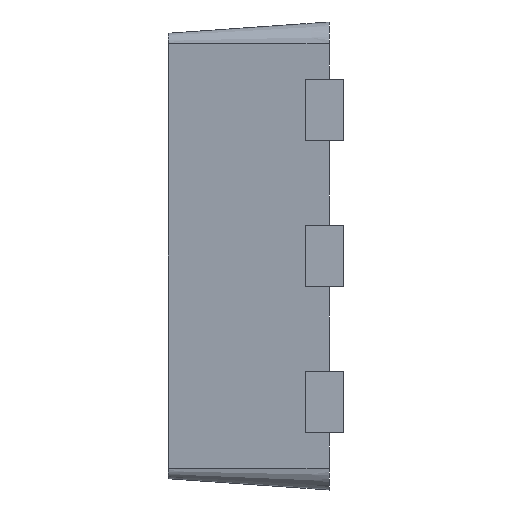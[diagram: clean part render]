
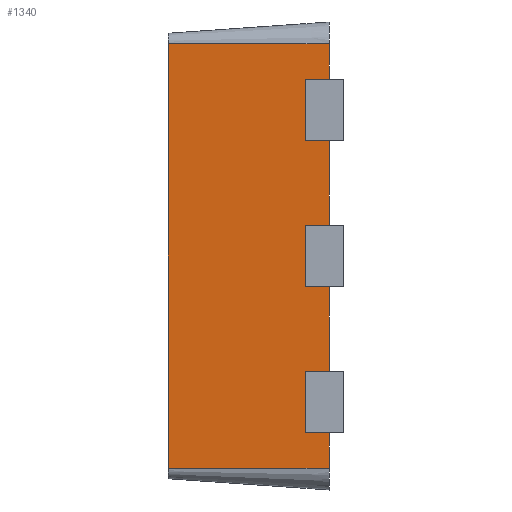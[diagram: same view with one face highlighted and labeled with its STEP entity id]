
A CAD part, left-side view. The second image highlights one B-rep face of the part: STEP entity #1340.
In plain terms, the highlighted planar face has unit normal (-0.998, 0.07, 0).
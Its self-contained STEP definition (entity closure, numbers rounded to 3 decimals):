
#2 = CARTESIAN_POINT ( 'NONE',  ( -0.6, 0.05, -0.105 ) ) ;
#14 = VERTEX_POINT ( 'NONE', #2049 ) ;
#40 = LINE ( 'NONE', #1102, #1876 ) ;
#45 = EDGE_CURVE ( 'NONE', #14, #2107, #1264, .T. ) ;
#73 = VERTEX_POINT ( 'NONE', #1868 ) ;
#78 = EDGE_CURVE ( 'NONE', #1057, #1912, #2122, .T. ) ;
#118 = VERTEX_POINT ( 'NONE', #1743 ) ;
#132 = VECTOR ( 'NONE', #1513, 1000. ) ;
#137 = CARTESIAN_POINT ( 'NONE',  ( -0.6, 0.05, -0.725 ) ) ;
#141 = DIRECTION ( 'NONE',  ( -0.07, -0.998, 0. ) ) ;
#144 = CARTESIAN_POINT ( 'NONE',  ( -0.6, 0.05, 0.725 ) ) ;
#167 = CARTESIAN_POINT ( 'NONE',  ( -0.594, 0.13, 0.725 ) ) ;
#172 = VERTEX_POINT ( 'NONE', #682 ) ;
#203 = ORIENTED_EDGE ( 'NONE', *, *, #234, .F. ) ;
#208 = VERTEX_POINT ( 'NONE', #2 ) ;
#209 = CARTESIAN_POINT ( 'NONE',  ( -0.6, 0.05, 0.105 ) ) ;
#218 = ORIENTED_EDGE ( 'NONE', *, *, #300, .F. ) ;
#223 = VECTOR ( 'NONE', #1418, 1000. ) ;
#230 = CARTESIAN_POINT ( 'NONE',  ( -0.594, 0.13, -0.395 ) ) ;
#234 = EDGE_CURVE ( 'NONE', #14, #118, #516, .T. ) ;
#238 = CARTESIAN_POINT ( 'NONE',  ( -0.594, 0.13, 0.725 ) ) ;
#248 = LINE ( 'NONE', #485, #971 ) ;
#275 = LINE ( 'NONE', #144, #1194 ) ;
#281 = CARTESIAN_POINT ( 'NONE',  ( -0.594, 0.13, 0.725 ) ) ;
#299 = PLANE ( 'NONE',  #410 ) ;
#300 = EDGE_CURVE ( 'NONE', #2060, #2219, #1579, .T. ) ;
#311 = LINE ( 'NONE', #2204, #2091 ) ;
#393 = DIRECTION ( 'NONE',  ( -0.07, -0.998, 0. ) ) ;
#397 = CARTESIAN_POINT ( 'NONE',  ( -0.6, 0.05, 0.725 ) ) ;
#410 = AXIS2_PLACEMENT_3D ( 'NONE', #1563, #749, #1112 ) ;
#412 = VERTEX_POINT ( 'NONE', #1036 ) ;
#414 = DIRECTION ( 'NONE',  ( 0., 0., 1. ) ) ;
#421 = FACE_OUTER_BOUND ( 'NONE', #1259, .T. ) ;
#429 = CARTESIAN_POINT ( 'NONE',  ( -0.6, 0.05, 0.395 ) ) ;
#448 = ORIENTED_EDGE ( 'NONE', *, *, #45, .T. ) ;
#452 = ORIENTED_EDGE ( 'NONE', *, *, #599, .F. ) ;
#467 = DIRECTION ( 'NONE',  ( 0., 0., 1. ) ) ;
#485 = CARTESIAN_POINT ( 'NONE',  ( -0.6, 0.05, 0.395 ) ) ;
#493 = CARTESIAN_POINT ( 'NONE',  ( -0.562, 0.6, 0.725 ) ) ;
#508 = DIRECTION ( 'NONE',  ( 0., 0., 1. ) ) ;
#516 = LINE ( 'NONE', #493, #1028 ) ;
#541 = CARTESIAN_POINT ( 'NONE',  ( -0.6, 0.05, 0.725 ) ) ;
#558 = VERTEX_POINT ( 'NONE', #209 ) ;
#560 = VERTEX_POINT ( 'NONE', #1499 ) ;
#587 = EDGE_CURVE ( 'NONE', #787, #2219, #1490, .T. ) ;
#588 = DIRECTION ( 'NONE',  ( -0.07, -0.998, 0. ) ) ;
#599 = EDGE_CURVE ( 'NONE', #118, #560, #993, .T. ) ;
#631 = EDGE_CURVE ( 'NONE', #1057, #73, #40, .T. ) ;
#673 = ORIENTED_EDGE ( 'NONE', *, *, #587, .T. ) ;
#677 = LINE ( 'NONE', #1021, #2114 ) ;
#682 = CARTESIAN_POINT ( 'NONE',  ( -0.594, 0.13, 0.105 ) ) ;
#705 = VECTOR ( 'NONE', #414, 1000. ) ;
#722 = CARTESIAN_POINT ( 'NONE',  ( -0.6, 0.05, 0.725 ) ) ;
#749 = DIRECTION ( 'NONE',  ( -0.998, 0.07, 0. ) ) ;
#787 = VERTEX_POINT ( 'NONE', #1889 ) ;
#791 = ORIENTED_EDGE ( 'NONE', *, *, #1347, .F. ) ;
#819 = ORIENTED_EDGE ( 'NONE', *, *, #1471, .F. ) ;
#829 = DIRECTION ( 'NONE',  ( 0.07, 0.998, 0. ) ) ;
#836 = CARTESIAN_POINT ( 'NONE',  ( -0.6, 0.05, 0.605 ) ) ;
#838 = ORIENTED_EDGE ( 'NONE', *, *, #1329, .F. ) ;
#872 = CARTESIAN_POINT ( 'NONE',  ( -0.6, 0.05, 0.605 ) ) ;
#905 = DIRECTION ( 'NONE',  ( 0., 0., 1. ) ) ;
#909 = ORIENTED_EDGE ( 'NONE', *, *, #1566, .T. ) ;
#928 = ORIENTED_EDGE ( 'NONE', *, *, #631, .F. ) ;
#945 = VECTOR ( 'NONE', #2160, 1000. ) ;
#970 = ORIENTED_EDGE ( 'NONE', *, *, #1501, .F. ) ;
#971 = VECTOR ( 'NONE', #1738, 1000. ) ;
#974 = VECTOR ( 'NONE', #2155, 1000. ) ;
#993 = LINE ( 'NONE', #1838, #1457 ) ;
#1021 = CARTESIAN_POINT ( 'NONE',  ( -0.6, 0.05, -0.105 ) ) ;
#1028 = VECTOR ( 'NONE', #1179, 1000. ) ;
#1036 = CARTESIAN_POINT ( 'NONE',  ( -0.6, 0.05, -0.395 ) ) ;
#1057 = VERTEX_POINT ( 'NONE', #1957 ) ;
#1102 = CARTESIAN_POINT ( 'NONE',  ( -0.6, 0.05, -0.605 ) ) ;
#1112 = DIRECTION ( 'NONE',  ( -0.07, -0.998, 0. ) ) ;
#1114 = LINE ( 'NONE', #167, #974 ) ;
#1136 = LINE ( 'NONE', #722, #1654 ) ;
#1164 = ORIENTED_EDGE ( 'NONE', *, *, #1725, .T. ) ;
#1179 = DIRECTION ( 'NONE',  ( 0., 0., 1. ) ) ;
#1194 = VECTOR ( 'NONE', #508, 1000. ) ;
#1242 = CARTESIAN_POINT ( 'NONE',  ( -0.594, 0.13, 0.605 ) ) ;
#1245 = DIRECTION ( 'NONE',  ( 0.07, 0.998, 0. ) ) ;
#1259 = EDGE_LOOP ( 'NONE', ( #791, #1164, #838, #673, #218, #1623, #452, #203, #448, #909, #928, #1885, #970, #1318, #819, #1559 ) ) ;
#1264 = LINE ( 'NONE', #1707, #132 ) ;
#1297 = DIRECTION ( 'NONE',  ( 0.07, 0.998, 0. ) ) ;
#1318 = ORIENTED_EDGE ( 'NONE', *, *, #2218, .T. ) ;
#1329 = EDGE_CURVE ( 'NONE', #787, #1910, #248, .T. ) ;
#1340 = ADVANCED_FACE ( 'NONE', ( #421 ), #299, .T. ) ;
#1347 = EDGE_CURVE ( 'NONE', #558, #172, #311, .T. ) ;
#1366 = LINE ( 'NONE', #1746, #1488 ) ;
#1418 = DIRECTION ( 'NONE',  ( 0., 0., 1. ) ) ;
#1457 = VECTOR ( 'NONE', #393, 1000. ) ;
#1463 = EDGE_CURVE ( 'NONE', #2060, #560, #275, .T. ) ;
#1471 = EDGE_CURVE ( 'NONE', #1847, #208, #677, .T. ) ;
#1488 = VECTOR ( 'NONE', #1245, 1000. ) ;
#1490 = LINE ( 'NONE', #238, #705 ) ;
#1499 = CARTESIAN_POINT ( 'NONE',  ( -0.6, 0.05, 0.725 ) ) ;
#1501 = EDGE_CURVE ( 'NONE', #412, #1912, #1366, .T. ) ;
#1513 = DIRECTION ( 'NONE',  ( -0.07, -0.998, 0. ) ) ;
#1559 = ORIENTED_EDGE ( 'NONE', *, *, #2209, .T. ) ;
#1563 = CARTESIAN_POINT ( 'NONE',  ( -0.6, 0.05, 0.725 ) ) ;
#1566 = EDGE_CURVE ( 'NONE', #2107, #73, #1904, .T. ) ;
#1579 = LINE ( 'NONE', #836, #2065 ) ;
#1623 = ORIENTED_EDGE ( 'NONE', *, *, #1463, .T. ) ;
#1654 = VECTOR ( 'NONE', #905, 1000. ) ;
#1665 = VECTOR ( 'NONE', #467, 1000. ) ;
#1707 = CARTESIAN_POINT ( 'NONE',  ( -0.6, 0.05, -0.725 ) ) ;
#1725 = EDGE_CURVE ( 'NONE', #558, #1910, #1734, .T. ) ;
#1734 = LINE ( 'NONE', #397, #945 ) ;
#1738 = DIRECTION ( 'NONE',  ( -0.07, -0.998, 0. ) ) ;
#1743 = CARTESIAN_POINT ( 'NONE',  ( -0.562, 0.6, 0.725 ) ) ;
#1746 = CARTESIAN_POINT ( 'NONE',  ( -0.6, 0.05, -0.395 ) ) ;
#1838 = CARTESIAN_POINT ( 'NONE',  ( -0.6, 0.05, 0.725 ) ) ;
#1847 = VERTEX_POINT ( 'NONE', #2193 ) ;
#1868 = CARTESIAN_POINT ( 'NONE',  ( -0.6, 0.05, -0.605 ) ) ;
#1876 = VECTOR ( 'NONE', #588, 1000. ) ;
#1885 = ORIENTED_EDGE ( 'NONE', *, *, #78, .T. ) ;
#1889 = CARTESIAN_POINT ( 'NONE',  ( -0.594, 0.13, 0.395 ) ) ;
#1904 = LINE ( 'NONE', #541, #223 ) ;
#1910 = VERTEX_POINT ( 'NONE', #429 ) ;
#1912 = VERTEX_POINT ( 'NONE', #230 ) ;
#1957 = CARTESIAN_POINT ( 'NONE',  ( -0.594, 0.13, -0.605 ) ) ;
#2049 = CARTESIAN_POINT ( 'NONE',  ( -0.562, 0.6, -0.725 ) ) ;
#2060 = VERTEX_POINT ( 'NONE', #872 ) ;
#2065 = VECTOR ( 'NONE', #829, 1000. ) ;
#2091 = VECTOR ( 'NONE', #1297, 1000. ) ;
#2107 = VERTEX_POINT ( 'NONE', #137 ) ;
#2114 = VECTOR ( 'NONE', #141, 1000. ) ;
#2122 = LINE ( 'NONE', #281, #1665 ) ;
#2155 = DIRECTION ( 'NONE',  ( 0., 0., 1. ) ) ;
#2160 = DIRECTION ( 'NONE',  ( 0., 0., 1. ) ) ;
#2193 = CARTESIAN_POINT ( 'NONE',  ( -0.594, 0.13, -0.105 ) ) ;
#2204 = CARTESIAN_POINT ( 'NONE',  ( -0.6, 0.05, 0.105 ) ) ;
#2209 = EDGE_CURVE ( 'NONE', #1847, #172, #1114, .T. ) ;
#2218 = EDGE_CURVE ( 'NONE', #412, #208, #1136, .T. ) ;
#2219 = VERTEX_POINT ( 'NONE', #1242 ) ;
